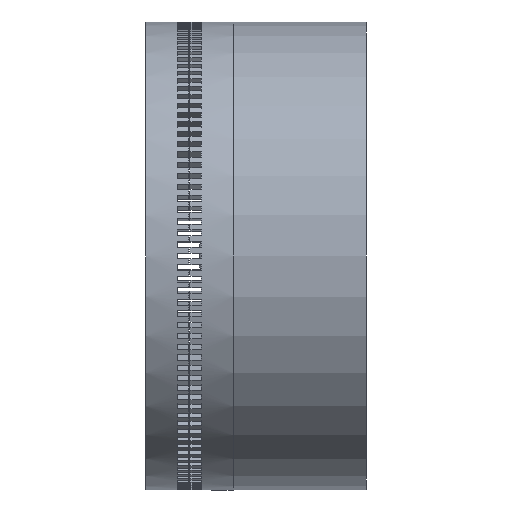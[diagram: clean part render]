
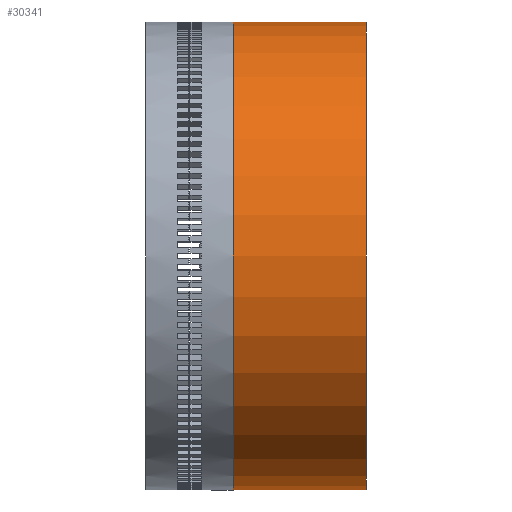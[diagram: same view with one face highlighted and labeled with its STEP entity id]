
A CAD part, front view. The second image highlights one B-rep face of the part: STEP entity #30341.
In plain terms, the highlighted cylindrical face has radius 43.675 mm (diameter 87.351 mm), a partial arc.
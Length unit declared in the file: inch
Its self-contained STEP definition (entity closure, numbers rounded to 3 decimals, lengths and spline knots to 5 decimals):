
#709 = VECTOR ( 'NONE', #20199, 39.37008 ) ;
#1886 = AXIS2_PLACEMENT_3D ( 'NONE', #19165, #18149, #18407 ) ;
#3883 = CARTESIAN_POINT ( 'NONE',  ( 0.975, 0., 1.7195 ) ) ;
#5143 = CARTESIAN_POINT ( 'NONE',  ( 0.975, 0., -1.7195 ) ) ;
#5704 = VERTEX_POINT ( 'NONE', #22177 ) ;
#6887 = LINE ( 'NONE', #32856, #17328 ) ;
#9947 = LINE ( 'NONE', #19559, #709 ) ;
#11473 = VERTEX_POINT ( 'NONE', #38448 ) ;
#16681 = DIRECTION ( 'NONE',  ( 0., 0., 1. ) ) ;
#16721 = DIRECTION ( 'NONE',  ( -1., 0., 0. ) ) ;
#16727 = CARTESIAN_POINT ( 'NONE',  ( -0.004, 0., 0. ) ) ;
#17113 = CYLINDRICAL_SURFACE ( 'NONE', #1886, 1.7195 ) ;
#17328 = VECTOR ( 'NONE', #32543, 39.37008 ) ;
#18146 = ORIENTED_EDGE ( 'NONE', *, *, #43881, .T. ) ;
#18149 = DIRECTION ( 'NONE',  ( -1., 0., 0. ) ) ;
#18407 = DIRECTION ( 'NONE',  ( 0., 0., 1. ) ) ;
#18685 = ORIENTED_EDGE ( 'NONE', *, *, #23265, .F. ) ;
#19165 = CARTESIAN_POINT ( 'NONE',  ( -0.12486, 0., 0. ) ) ;
#19559 = CARTESIAN_POINT ( 'NONE',  ( -0.12486, 0., 1.7195 ) ) ;
#20199 = DIRECTION ( 'NONE',  ( -1., 0., 0. ) ) ;
#20962 = ORIENTED_EDGE ( 'NONE', *, *, #31693, .F. ) ;
#22177 = CARTESIAN_POINT ( 'NONE',  ( -0.004, 0., 1.7195 ) ) ;
#22809 = VERTEX_POINT ( 'NONE', #5143 ) ;
#23007 = ORIENTED_EDGE ( 'NONE', *, *, #30314, .T. ) ;
#23265 = EDGE_CURVE ( 'NONE', #22809, #11473, #6887, .T. ) ;
#29038 = AXIS2_PLACEMENT_3D ( 'NONE', #40249, #39768, #39624 ) ;
#30314 = EDGE_CURVE ( 'NONE', #41981, #5704, #9947, .T. ) ;
#30341 = ADVANCED_FACE ( 'NONE', ( #45696 ), #17113, .T. ) ;
#30947 = CIRCLE ( 'NONE', #37214, 1.7195 ) ;
#31693 = EDGE_CURVE ( 'NONE', #11473, #5704, #30947, .T. ) ;
#32543 = DIRECTION ( 'NONE',  ( -1., 0., 0. ) ) ;
#32856 = CARTESIAN_POINT ( 'NONE',  ( -0.12486, 0., -1.7195 ) ) ;
#36008 = CIRCLE ( 'NONE', #29038, 1.7195 ) ;
#37214 = AXIS2_PLACEMENT_3D ( 'NONE', #16727, #16721, #16681 ) ;
#38448 = CARTESIAN_POINT ( 'NONE',  ( -0.004, 0., -1.7195 ) ) ;
#39624 = DIRECTION ( 'NONE',  ( 0., 0., 1. ) ) ;
#39768 = DIRECTION ( 'NONE',  ( -1., 0., 0. ) ) ;
#40249 = CARTESIAN_POINT ( 'NONE',  ( 0.975, 0., 0. ) ) ;
#41981 = VERTEX_POINT ( 'NONE', #3883 ) ;
#43167 = EDGE_LOOP ( 'NONE', ( #18685, #18146, #23007, #20962 ) ) ;
#43881 = EDGE_CURVE ( 'NONE', #22809, #41981, #36008, .T. ) ;
#45696 = FACE_OUTER_BOUND ( 'NONE', #43167, .T. ) ;
